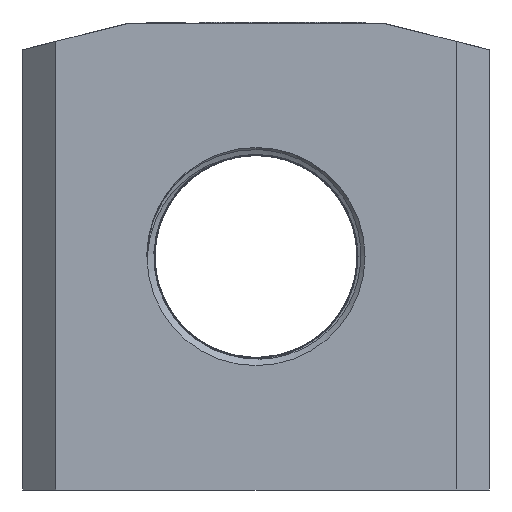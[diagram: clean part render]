
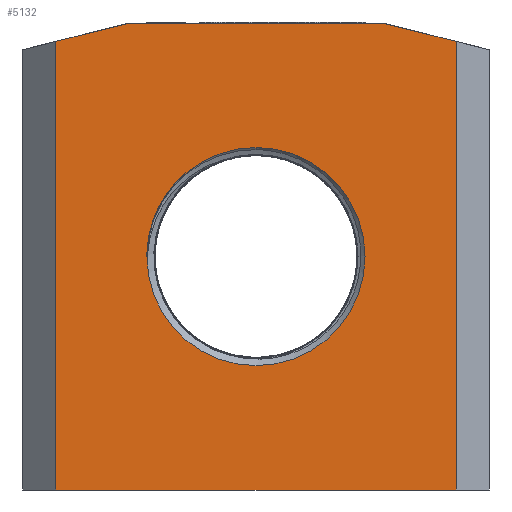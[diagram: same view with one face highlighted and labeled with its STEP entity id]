
A CAD part, front view. The second image highlights one B-rep face of the part: STEP entity #5132.
In plain terms, the highlighted planar face has unit normal (0, -1, 0).
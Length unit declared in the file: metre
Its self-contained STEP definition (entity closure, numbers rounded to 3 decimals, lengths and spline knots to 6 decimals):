
#37=FACE_BOUND('',#624,.T.);
#59=PLANE('',#5524);
#349=FACE_OUTER_BOUND('',#623,.T.);
#623=EDGE_LOOP('',(#3642,#3643,#3644,#3645,#3646,#3647));
#624=EDGE_LOOP('',(#3648,#3649,#3650,#3651));
#861=CIRCLE('',#5373,0.016351);
#946=CIRCLE('',#5525,0.016183);
#947=CIRCLE('',#5526,0.016351);
#1242=LINE('',#14870,#1645);
#1315=LINE('',#15178,#1718);
#1316=LINE('',#15179,#1719);
#1317=LINE('',#15181,#1720);
#1318=LINE('',#15183,#1721);
#1319=LINE('',#15184,#1722);
#1320=LINE('',#15189,#1723);
#1645=VECTOR('',#6050,0.038);
#1718=VECTOR('',#6287,0.06725);
#1719=VECTOR('',#6288,0.011339);
#1720=VECTOR('',#6289,0.011339);
#1721=VECTOR('',#6290,0.06725);
#1722=VECTOR('',#6291,0.06);
#1723=VECTOR('',#6296,0.000032);
#2005=VERTEX_POINT('',#7244);
#2009=VERTEX_POINT('',#7297);
#2134=VERTEX_POINT('',#14868);
#2135=VERTEX_POINT('',#14869);
#2278=VERTEX_POINT('',#15176);
#2279=VERTEX_POINT('',#15177);
#2280=VERTEX_POINT('',#15180);
#2281=VERTEX_POINT('',#15182);
#2282=VERTEX_POINT('',#15185);
#2283=VERTEX_POINT('',#15186);
#2518=EDGE_CURVE('',#2005,#2009,#861,.F.);
#2678=EDGE_CURVE('',#2134,#2135,#1242,.T.);
#2829=EDGE_CURVE('',#2278,#2279,#1315,.T.);
#2830=EDGE_CURVE('',#2279,#2134,#1316,.T.);
#2831=EDGE_CURVE('',#2135,#2280,#1317,.T.);
#2832=EDGE_CURVE('',#2280,#2281,#1318,.T.);
#2833=EDGE_CURVE('',#2281,#2278,#1319,.T.);
#2834=EDGE_CURVE('',#2282,#2283,#946,.T.);
#2835=EDGE_CURVE('',#2282,#2005,#947,.F.);
#2836=EDGE_CURVE('',#2283,#2009,#1320,.T.);
#3642=ORIENTED_EDGE('',*,*,#2829,.T.);
#3643=ORIENTED_EDGE('',*,*,#2830,.T.);
#3644=ORIENTED_EDGE('',*,*,#2678,.T.);
#3645=ORIENTED_EDGE('',*,*,#2831,.T.);
#3646=ORIENTED_EDGE('',*,*,#2832,.T.);
#3647=ORIENTED_EDGE('',*,*,#2833,.T.);
#3648=ORIENTED_EDGE('',*,*,#2834,.F.);
#3649=ORIENTED_EDGE('',*,*,#2835,.T.);
#3650=ORIENTED_EDGE('',*,*,#2518,.T.);
#3651=ORIENTED_EDGE('',*,*,#2836,.F.);
#5132=ADVANCED_FACE('',(#349,#37),#59,.T.);
#5373=AXIS2_PLACEMENT_3D('',#7299,#5864,#5865);
#5524=AXIS2_PLACEMENT_3D('',#15175,#6285,#6286);
#5525=AXIS2_PLACEMENT_3D('',#15187,#6292,#6293);
#5526=AXIS2_PLACEMENT_3D('',#15188,#6294,#6295);
#5864=DIRECTION('center_axis',(0.,-1.,0.));
#5865=DIRECTION('ref_axis',(0.,0.,-1.));
#6050=DIRECTION('',(-1.,0.,0.));
#6285=DIRECTION('center_axis',(0.,-1.,0.));
#6286=DIRECTION('ref_axis',(0.,0.,-1.));
#6287=DIRECTION('',(0.,0.,1.));
#6288=DIRECTION('',(-0.97,0.,0.243));
#6289=DIRECTION('',(-0.97,0.,-0.243));
#6290=DIRECTION('',(0.,0.,-1.));
#6291=DIRECTION('',(1.,0.,0.));
#6292=DIRECTION('center_axis',(0.,-1.,0.));
#6293=DIRECTION('ref_axis',(-0.999,0.,0.034));
#6294=DIRECTION('center_axis',(0.,-1.,0.));
#6295=DIRECTION('ref_axis',(0.,0.,-1.));
#6296=DIRECTION('',(1.,0.,0.));
#7244=CARTESIAN_POINT('',(0.1,-0.035,0.004351));
#7297=CARTESIAN_POINT('',(0.083649,-0.035,-0.012));
#7299=CARTESIAN_POINT('Origin',(0.1,-0.035,-0.012));
#14868=CARTESIAN_POINT('',(0.119,-0.035,0.023));
#14869=CARTESIAN_POINT('',(0.081,-0.035,0.023));
#14870=CARTESIAN_POINT('',(0.119,-0.035,0.023));
#15175=CARTESIAN_POINT('Origin',(0.1,-0.035,0.));
#15176=CARTESIAN_POINT('',(0.13,-0.035,-0.047));
#15177=CARTESIAN_POINT('',(0.13,-0.035,0.02025));
#15178=CARTESIAN_POINT('',(0.13,-0.035,-0.047));
#15179=CARTESIAN_POINT('',(0.13,-0.035,0.02025));
#15180=CARTESIAN_POINT('',(0.07,-0.035,0.02025));
#15181=CARTESIAN_POINT('',(0.081,-0.035,0.023));
#15182=CARTESIAN_POINT('',(0.07,-0.035,-0.047));
#15183=CARTESIAN_POINT('',(0.07,-0.035,0.02025));
#15184=CARTESIAN_POINT('',(0.07,-0.035,-0.047));
#15185=CARTESIAN_POINT('',(0.083676,-0.035,-0.011062));
#15186=CARTESIAN_POINT('',(0.083617,-0.035,-0.012));
#15187=CARTESIAN_POINT('Origin',(0.099791,-0.035,
-0.012545));
#15188=CARTESIAN_POINT('Origin',(0.1,-0.035,-0.012));
#15189=CARTESIAN_POINT('',(0.083617,-0.035,-0.012));
